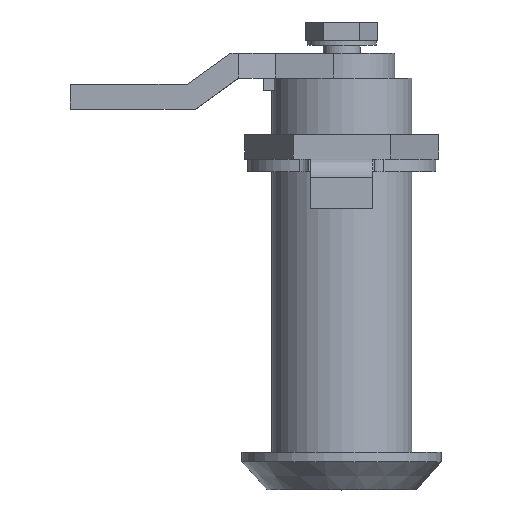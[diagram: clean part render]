
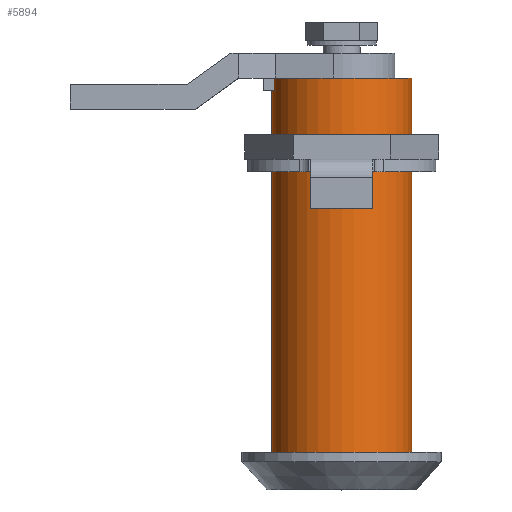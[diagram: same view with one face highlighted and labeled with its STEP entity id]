
A CAD part, top view. The second image highlights one B-rep face of the part: STEP entity #5894.
In plain terms, the highlighted cylindrical face has radius 11.25 mm (diameter 22.5 mm), a full revolution.
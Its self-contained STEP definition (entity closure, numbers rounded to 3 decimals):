
#2741=CYLINDRICAL_SURFACE('',#5623,11.25);
#3191=ORIENTED_EDGE('',*,*,#3940,.F.);
#3192=ORIENTED_EDGE('',*,*,#3939,.F.);
#3701=CIRCLE('',#5622,11.25);
#3702=CIRCLE('',#5624,11.25);
#3762=VERTEX_POINT('',#5065);
#3763=VERTEX_POINT('',#5068);
#3939=EDGE_CURVE('',#3762,#3762,#3701,.T.);
#3940=EDGE_CURVE('',#3763,#3763,#3702,.T.);
#4198=EDGE_LOOP('',(#3191));
#4199=EDGE_LOOP('',(#3192));
#4333=FACE_BOUND('',#4198,.T.);
#4334=FACE_BOUND('',#4199,.T.);
#4480=DIRECTION('',(0.,-1.,0.));
#4481=DIRECTION('',(11.25,0.,0.));
#4482=DIRECTION('',(0.,1.,0.));
#4483=DIRECTION('',(1.,0.,0.));
#4484=DIRECTION('',(0.,1.,0.));
#4485=DIRECTION('',(0.,0.,-11.25));
#5065=CARTESIAN_POINT('',(11.25,6.,0.));
#5066=CARTESIAN_POINT('',(0.,6.,0.));
#5067=CARTESIAN_POINT('',(0.,6.,0.));
#5068=CARTESIAN_POINT('',(0.,66.,-11.25));
#5069=CARTESIAN_POINT('',(0.,66.,0.));
#5622=AXIS2_PLACEMENT_3D('',#5066,#4480,#4481);
#5623=AXIS2_PLACEMENT_3D('',#5067,#4482,#4483);
#5624=AXIS2_PLACEMENT_3D('',#5069,#4484,#4485);
#5894=ADVANCED_FACE('',(#4333,#4334),#2741,.T.);
